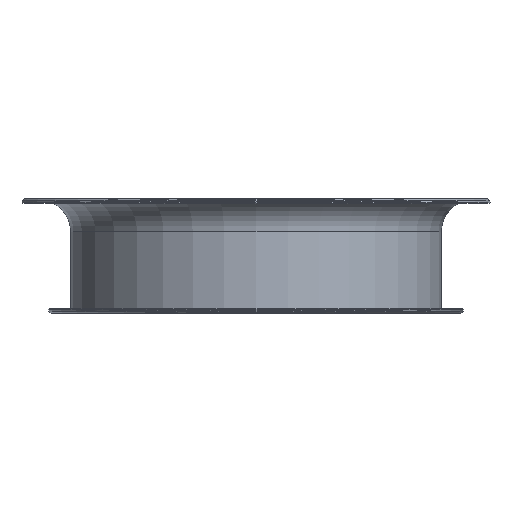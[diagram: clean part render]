
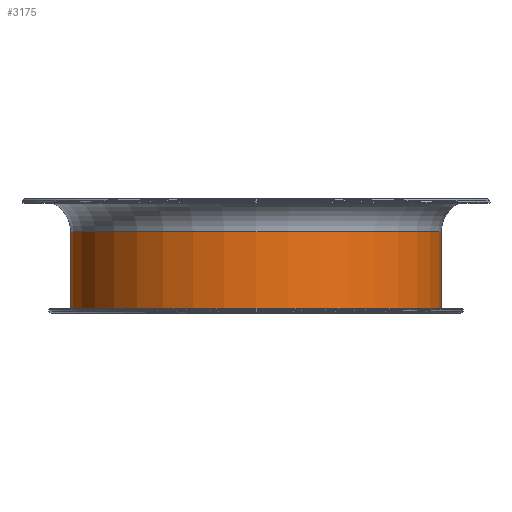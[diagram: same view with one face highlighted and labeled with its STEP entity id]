
A CAD part, left-side view. The second image highlights one B-rep face of the part: STEP entity #3175.
In plain terms, the highlighted cylindrical face has radius 406 mm (diameter 812 mm), a partial arc.
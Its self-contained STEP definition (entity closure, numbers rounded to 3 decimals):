
#3 = ORIENTED_EDGE ( 'NONE', *, *, #168, .F. ) ;
#41 = VECTOR ( 'NONE', #213, 1000. ) ;
#55 = CARTESIAN_POINT ( 'NONE',  ( 0., 0., 0. ) ) ;
#77 = VERTEX_POINT ( 'NONE', #1405 ) ;
#168 = EDGE_CURVE ( 'NONE', #1503, #2872, #3276, .T. ) ;
#176 = CIRCLE ( 'NONE', #1188, 406. ) ;
#213 = DIRECTION ( 'NONE',  ( 0., 0., 1. ) ) ;
#328 = ORIENTED_EDGE ( 'NONE', *, *, #928, .T. ) ;
#333 = CARTESIAN_POINT ( 'NONE',  ( 0., 0., 178. ) ) ;
#507 = CARTESIAN_POINT ( 'NONE',  ( 0., 0., 7. ) ) ;
#518 = ORIENTED_EDGE ( 'NONE', *, *, #2652, .F. ) ;
#539 = DIRECTION ( 'NONE',  ( 0., -1., 0. ) ) ;
#580 = CYLINDRICAL_SURFACE ( 'NONE', #1894, 406. ) ;
#692 = AXIS2_PLACEMENT_3D ( 'NONE', #333, #1106, #1605 ) ;
#708 = DIRECTION ( 'NONE',  ( 0., 0., 1. ) ) ;
#928 = EDGE_CURVE ( 'NONE', #2855, #77, #1329, .T. ) ;
#1106 = DIRECTION ( 'NONE',  ( 0., 0., 1. ) ) ;
#1188 = AXIS2_PLACEMENT_3D ( 'NONE', #507, #708, #2549 ) ;
#1291 = DIRECTION ( 'NONE',  ( 0., 0., 1. ) ) ;
#1299 = EDGE_LOOP ( 'NONE', ( #3, #2982, #328, #518 ) ) ;
#1329 = LINE ( 'NONE', #2812, #41 ) ;
#1384 = FACE_OUTER_BOUND ( 'NONE', #1299, .T. ) ;
#1389 = CIRCLE ( 'NONE', #692, 406. ) ;
#1405 = CARTESIAN_POINT ( 'NONE',  ( 0., -406., 178. ) ) ;
#1439 = CARTESIAN_POINT ( 'NONE',  ( 0., 406., 178. ) ) ;
#1451 = CARTESIAN_POINT ( 'NONE',  ( 0., 406., 0. ) ) ;
#1503 = VERTEX_POINT ( 'NONE', #3380 ) ;
#1605 = DIRECTION ( 'NONE',  ( 0., -1., 0. ) ) ;
#1656 = CARTESIAN_POINT ( 'NONE',  ( 0., -406., 7. ) ) ;
#1894 = AXIS2_PLACEMENT_3D ( 'NONE', #55, #1291, #539 ) ;
#2063 = VECTOR ( 'NONE', #3308, 1000. ) ;
#2549 = DIRECTION ( 'NONE',  ( 0., -1., 0. ) ) ;
#2652 = EDGE_CURVE ( 'NONE', #2872, #77, #1389, .T. ) ;
#2812 = CARTESIAN_POINT ( 'NONE',  ( 0., -406., 0. ) ) ;
#2855 = VERTEX_POINT ( 'NONE', #1656 ) ;
#2872 = VERTEX_POINT ( 'NONE', #1439 ) ;
#2982 = ORIENTED_EDGE ( 'NONE', *, *, #3041, .T. ) ;
#3041 = EDGE_CURVE ( 'NONE', #1503, #2855, #176, .T. ) ;
#3175 = ADVANCED_FACE ( 'NONE', ( #1384 ), #580, .T. ) ;
#3276 = LINE ( 'NONE', #1451, #2063 ) ;
#3308 = DIRECTION ( 'NONE',  ( 0., 0., 1. ) ) ;
#3380 = CARTESIAN_POINT ( 'NONE',  ( 0., 406., 7. ) ) ;
